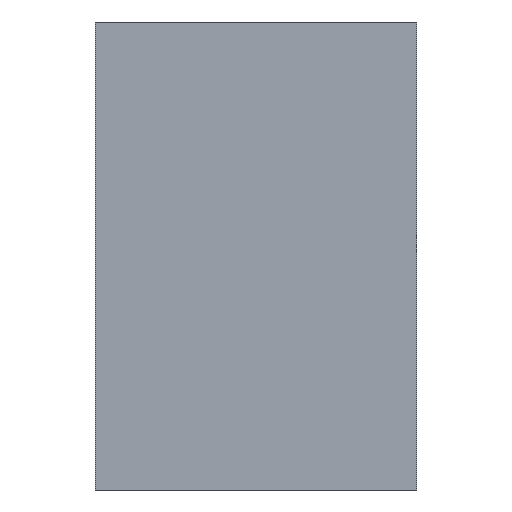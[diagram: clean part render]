
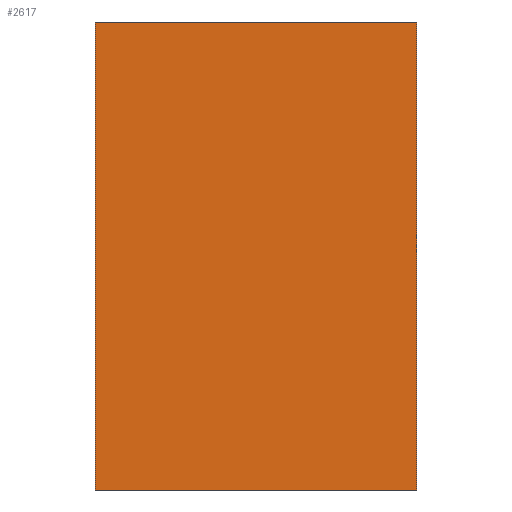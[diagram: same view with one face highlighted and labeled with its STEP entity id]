
A CAD part, left-side view. The second image highlights one B-rep face of the part: STEP entity #2617.
In plain terms, the highlighted planar face has unit normal (-1, 0, 0).
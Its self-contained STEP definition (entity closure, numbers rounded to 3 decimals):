
#55 = CARTESIAN_POINT ( 'NONE',  ( -146.5, 0., 20. ) ) ;
#84 = VERTEX_POINT ( 'NONE', #2844 ) ;
#86 = ORIENTED_EDGE ( 'NONE', *, *, #3037, .T. ) ;
#207 = ORIENTED_EDGE ( 'NONE', *, *, #542, .F. ) ;
#241 = ORIENTED_EDGE ( 'NONE', *, *, #2905, .T. ) ;
#299 = PLANE ( 'NONE',  #332 ) ;
#332 = AXIS2_PLACEMENT_3D ( 'NONE', #1968, #651, #3082 ) ;
#542 = EDGE_CURVE ( 'NONE', #1312, #1350, #1291, .T. ) ;
#597 = VECTOR ( 'NONE', #1333, 1000. ) ;
#651 = DIRECTION ( 'NONE',  ( -1., 0., 0. ) ) ;
#733 = VECTOR ( 'NONE', #770, 1000. ) ;
#742 = DIRECTION ( 'NONE',  ( 0., 0., 1. ) ) ;
#770 = DIRECTION ( 'NONE',  ( 0., 1., 0. ) ) ;
#955 = EDGE_LOOP ( 'NONE', ( #970, #207, #241, #86 ) ) ;
#970 = ORIENTED_EDGE ( 'NONE', *, *, #1009, .T. ) ;
#1002 = VECTOR ( 'NONE', #742, 1000. ) ;
#1009 = EDGE_CURVE ( 'NONE', #84, #1350, #1554, .T. ) ;
#1243 = CARTESIAN_POINT ( 'NONE',  ( -146.5, 0., 0. ) ) ;
#1253 = VECTOR ( 'NONE', #2527, 1000. ) ;
#1263 = FACE_OUTER_BOUND ( 'NONE', #955, .T. ) ;
#1291 = LINE ( 'NONE', #1611, #597 ) ;
#1312 = VERTEX_POINT ( 'NONE', #2219 ) ;
#1333 = DIRECTION ( 'NONE',  ( 0., 1., 0. ) ) ;
#1350 = VERTEX_POINT ( 'NONE', #2017 ) ;
#1414 = VERTEX_POINT ( 'NONE', #55 ) ;
#1554 = LINE ( 'NONE', #2046, #1253 ) ;
#1611 = CARTESIAN_POINT ( 'NONE',  ( -146.5, 17.5, -5.5 ) ) ;
#1951 = LINE ( 'NONE', #1994, #733 ) ;
#1968 = CARTESIAN_POINT ( 'NONE',  ( -146.5, 0., 0. ) ) ;
#1994 = CARTESIAN_POINT ( 'NONE',  ( -146.5, 17.5, 20. ) ) ;
#2017 = CARTESIAN_POINT ( 'NONE',  ( -146.5, 17.5, -5.5 ) ) ;
#2046 = CARTESIAN_POINT ( 'NONE',  ( -146.5, 17.5, 0. ) ) ;
#2219 = CARTESIAN_POINT ( 'NONE',  ( -146.5, 0., -5.5 ) ) ;
#2527 = DIRECTION ( 'NONE',  ( 0., 0., -1. ) ) ;
#2617 = ADVANCED_FACE ( 'NONE', ( #1263 ), #299, .T. ) ;
#2844 = CARTESIAN_POINT ( 'NONE',  ( -146.5, 17.5, 20. ) ) ;
#2905 = EDGE_CURVE ( 'NONE', #1312, #1414, #2939, .T. ) ;
#2939 = LINE ( 'NONE', #1243, #1002 ) ;
#3037 = EDGE_CURVE ( 'NONE', #1414, #84, #1951, .T. ) ;
#3082 = DIRECTION ( 'NONE',  ( 0., 0., 1. ) ) ;
